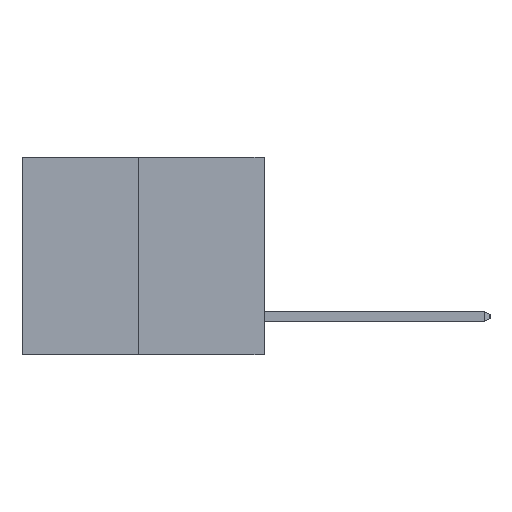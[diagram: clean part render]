
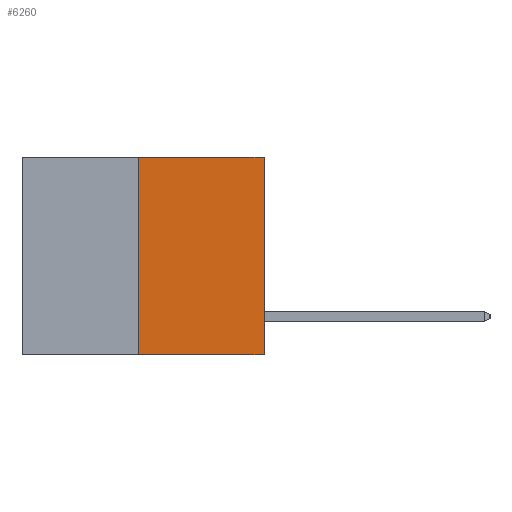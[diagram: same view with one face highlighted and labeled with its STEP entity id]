
A CAD part, left-side view. The second image highlights one B-rep face of the part: STEP entity #6260.
In plain terms, the highlighted planar face has unit normal (-1, 0, 0).
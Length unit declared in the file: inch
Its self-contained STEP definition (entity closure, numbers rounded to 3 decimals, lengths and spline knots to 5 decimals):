
#996 = CARTESIAN_POINT ( 'NONE',  ( 0., 0.6, 0. ) ) ;
#2857 = DIRECTION ( 'NONE',  ( 1., 0., 0. ) ) ;
#2862 = LINE ( 'NONE', #18893, #6611 ) ;
#3650 = CARTESIAN_POINT ( 'NONE',  ( 0., 0., 0. ) ) ;
#4728 = DIRECTION ( 'NONE',  ( 0., 0., -1. ) ) ;
#4926 = VERTEX_POINT ( 'NONE', #3650 ) ;
#6260 = ADVANCED_FACE ( 'NONE', ( #9764 ), #8030, .F. ) ;
#6611 = VECTOR ( 'NONE', #14920, 39.37008 ) ;
#6729 = VERTEX_POINT ( 'NONE', #15341 ) ;
#6987 = CARTESIAN_POINT ( 'NONE',  ( 0., 0.312, -0.49 ) ) ;
#7375 = CARTESIAN_POINT ( 'NONE',  ( 0., 0.6, -0.49 ) ) ;
#8030 = PLANE ( 'NONE',  #13416 ) ;
#9070 = CARTESIAN_POINT ( 'NONE',  ( 0., 0., 0. ) ) ;
#9335 = DIRECTION ( 'NONE',  ( 0., -1., 0. ) ) ;
#9764 = FACE_OUTER_BOUND ( 'NONE', #14792, .T. ) ;
#11575 = VECTOR ( 'NONE', #9335, 39.37008 ) ;
#11599 = VERTEX_POINT ( 'NONE', #6987 ) ;
#12971 = CARTESIAN_POINT ( 'NONE',  ( 0., 0., -0.49 ) ) ;
#13416 = AXIS2_PLACEMENT_3D ( 'NONE', #996, #2857, #4728 ) ;
#13620 = LINE ( 'NONE', #14112, #23411 ) ;
#13624 = EDGE_CURVE ( 'NONE', #11599, #14779, #17111, .T. ) ;
#14112 = CARTESIAN_POINT ( 'NONE',  ( 0., 0.312, -0.49 ) ) ;
#14779 = VERTEX_POINT ( 'NONE', #12971 ) ;
#14792 = EDGE_LOOP ( 'NONE', ( #21543, #14945, #21793, #16142 ) ) ;
#14920 = DIRECTION ( 'NONE',  ( 0., -1., 0. ) ) ;
#14945 = ORIENTED_EDGE ( 'NONE', *, *, #13624, .T. ) ;
#15335 = EDGE_CURVE ( 'NONE', #14779, #4926, #16077, .T. ) ;
#15341 = CARTESIAN_POINT ( 'NONE',  ( 0., 0.312, 0. ) ) ;
#16077 = LINE ( 'NONE', #9070, #23305 ) ;
#16142 = ORIENTED_EDGE ( 'NONE', *, *, #19847, .F. ) ;
#17111 = LINE ( 'NONE', #7375, #11575 ) ;
#17832 = DIRECTION ( 'NONE',  ( 0., 0., 1. ) ) ;
#18893 = CARTESIAN_POINT ( 'NONE',  ( 0., 0.6, 0. ) ) ;
#19847 = EDGE_CURVE ( 'NONE', #6729, #4926, #2862, .T. ) ;
#20151 = DIRECTION ( 'NONE',  ( 0., 0., 1. ) ) ;
#21334 = EDGE_CURVE ( 'NONE', #11599, #6729, #13620, .T. ) ;
#21543 = ORIENTED_EDGE ( 'NONE', *, *, #21334, .F. ) ;
#21793 = ORIENTED_EDGE ( 'NONE', *, *, #15335, .T. ) ;
#23305 = VECTOR ( 'NONE', #20151, 39.37008 ) ;
#23411 = VECTOR ( 'NONE', #17832, 39.37008 ) ;
